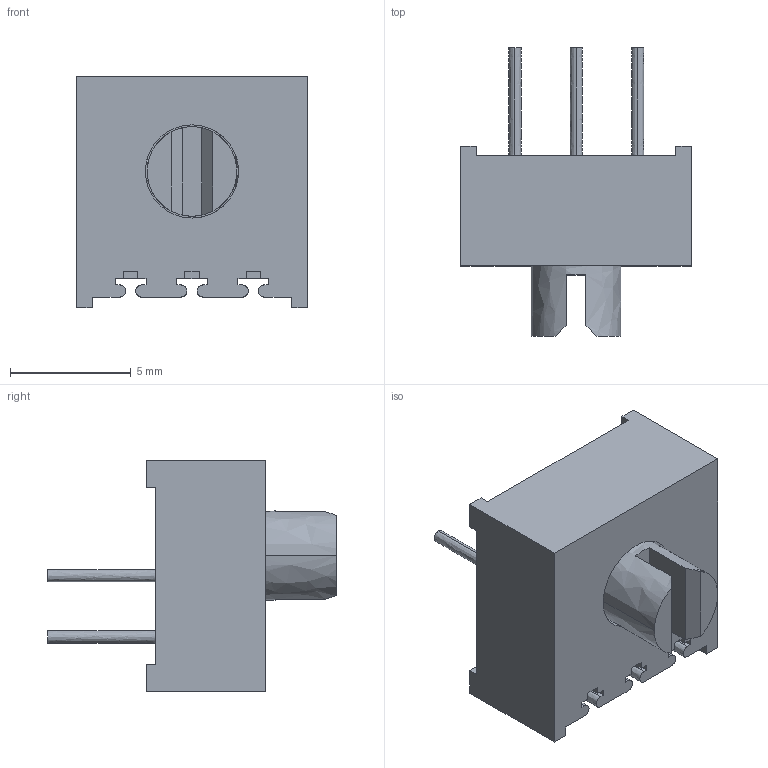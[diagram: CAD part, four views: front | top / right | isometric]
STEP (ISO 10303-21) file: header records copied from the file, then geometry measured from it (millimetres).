
FILE_DESCRIPTION((''),'2;1');
FILE_NAME('3386P-EY5_ASM','2011-03-30T',('minhn'),('Bourns, Inc.'),'PRO/ENGINEER BY PARAMETRIC TECHNOLOGY CORPORATION, 2001200','PRO/ENGINEER BY PARAMETRIC TECHNOLOGY CORPORATION, 2001200','');
FILE_SCHEMA(('AUTOMOTIVE_DESIGN_CC2 { 1 2 10303 214 -1 1 5 2 }'));
Length unit declared in the file: inch
Products named in the file (2): 33756-68000; 3386P-EY5_ASM
Assembly tree (1 placements, depth 2):
  3386P-EY5_ASM
    33756-68000
Bounding box: 9.58 x 11.96 x 9.58 mm (x, y, z)
Volume: 409.1 mm3; surface area: 601.8 mm2
Topology: 1 solids, 1 shells, 132 faces, 351 edges, 231 vertices
Faces by surface type: bspline 132
Entity records: 6166 total; most frequent: CARTESIAN_POINT 2135, ORIENTED_EDGE 702, DIRECTION 437, PRESENTATION_STYLE_ASSIGNMENT 352, STYLED_ITEM 352, CURVE_STYLE 351, EDGE_CURVE 351, VECTOR 243
